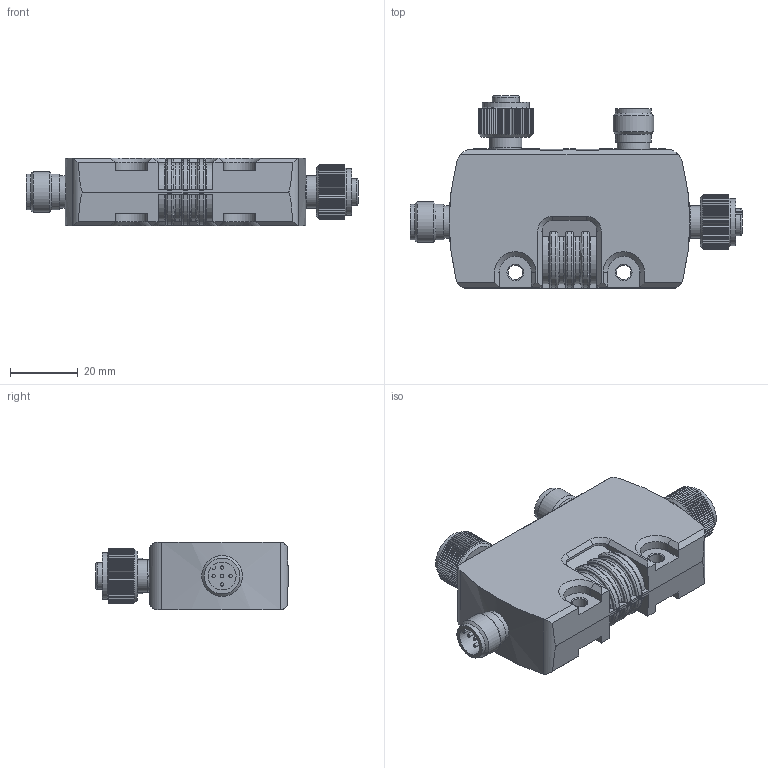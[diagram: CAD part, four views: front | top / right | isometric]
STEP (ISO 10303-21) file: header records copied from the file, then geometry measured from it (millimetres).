
FILE_DESCRIPTION(/* description */ ('STEP AP242','CAx-IF Rec.Pracs.---Representation and Presentation of Product Manufacturing Information (PMI)---4.0---2014-10-13','CAx-IF Rec.Pracs.---3D Tessellated Geometry---0.4---2014-09-14','2;1'),/* implementation_level */ '2;1');
FILE_NAME(/* name */ 'eu2a_swd_pbwn',/* time_stamp */ '2024-08-20T10:45:38+02:00',/* author */ ('License CC BY-ND 4.0'),/* organization */ ('CADENAS'),/* preprocessor_version */ 'ST-DEVELOPER v19.3',/* originating_system */ 'PARTsolutions',/* authorisation */ ' ');
FILE_SCHEMA (('AP242_MANAGED_MODEL_BASED_3D_ENGINEERING_MIM_LF { 1 0 10303 442 1 1 4 }'));
Length unit declared in the file: millimetre
Products named in the file (1): 174734
Bounding box: 98.02 x 56.9 x 20.07 mm (x, y, z)
Volume: 58423.6 mm3; surface area: 15095.5 mm2
Topology: 1 solids, 1 shells, 708 faces, 1975 edges, 1311 vertices
Faces by surface type: plane 422, cylinder 228, cone 32, torus 26
Full cylindrical faces by diameter (mm): 1 x10, 1.143 x10, 4.3 x2, 9.22 x2, 9.576 x2, 9.58 x2, 10.106 x2, 10.54 x4, 12 x2, 13.84 x2
Entity records: 22808 total; most frequent: CARTESIAN_POINT 5099, ORIENTED_EDGE 3816, DIRECTION 3458, EDGE_CURVE 1908, VERTEX_POINT 1306, AXIS2_PLACEMENT_3D 1219, LINE 1020, VECTOR 1020
